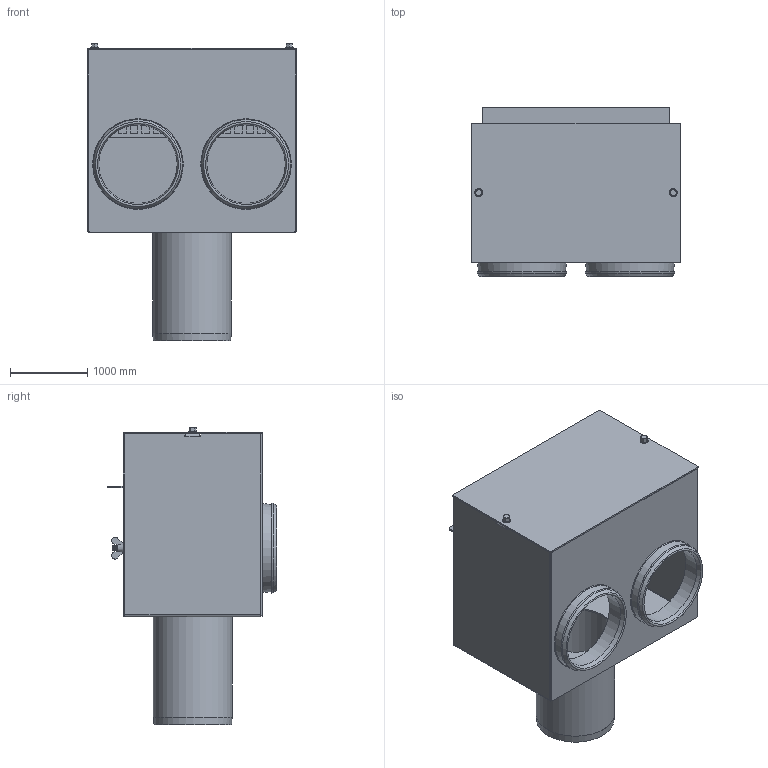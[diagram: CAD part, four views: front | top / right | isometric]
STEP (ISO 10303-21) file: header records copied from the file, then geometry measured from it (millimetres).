
FILE_DESCRIPTION(/* description */ (''),/* implementation_level */ '2;1');
FILE_NAME(/* name */ '00445.100X_3D.stp',/* time_stamp */ '2024-12-11T12:56:28+01:00',/* author */ ('CAD'),/* organization */ (''),/* preprocessor_version */ 'ST-DEVELOPER v20',/* originating_system */ 'AutoCAD Mechanical',/* authorisation */ '');
FILE_SCHEMA (('AUTOMOTIVE_DESIGN { 1 0 10303 214 3 1 1 }'));
Length unit declared in the file: centimetre
Products named in the file (2): Product; *S0
Assembly tree (1 placements, depth 2):
  Product
    *S0
Bounding box: 2700 x 2200 x 3857 mm (x, y, z)
Volume: 960574449 mm3; surface area: 87138857.2 mm2
Topology: 15 solids, 15 shells, 861 faces, 2307 edges, 1488 vertices
Faces by surface type: plane 665, cone 126, cylinder 52, torus 18
Full cylindrical faces by diameter (mm): 48 x2, 64 x1, 70 x3, 76 x2, 88.8 x1, 120 x1, 980 x2, 1016 x2, 1020 x1, 1134 x2, 1165 x2
Entity records: 26960 total; most frequent: CARTESIAN_POINT 4761, ORIENTED_EDGE 4602, DIRECTION 4319, EDGE_CURVE 2301, LINE 1923, VECTOR 1923, VERTEX_POINT 1480, AXIS2_PLACEMENT_3D 1198
